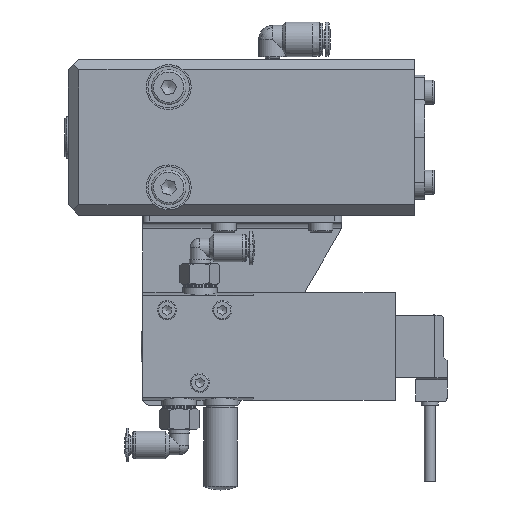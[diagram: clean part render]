
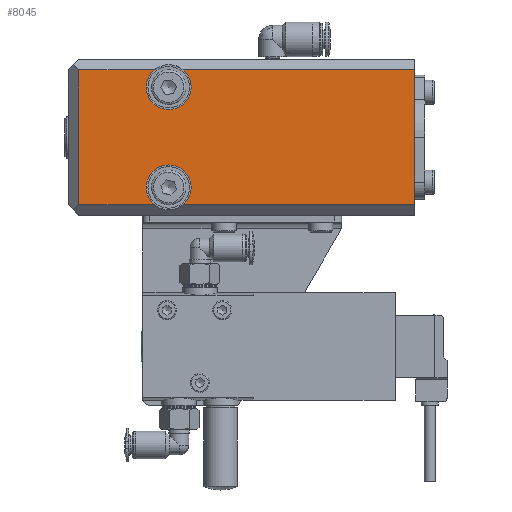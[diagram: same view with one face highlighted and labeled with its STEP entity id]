
A CAD part, left-side view. The second image highlights one B-rep face of the part: STEP entity #8045.
In plain terms, the highlighted planar face has unit normal (-1, 0, 0).
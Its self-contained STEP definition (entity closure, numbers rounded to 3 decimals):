
#516=PLANE('',#9127);
#905=FACE_OUTER_BOUND('',#1421,.T.);
#1421=EDGE_LOOP('',(#5625,#5626,#5627,#5628,#5629,#5630,#5631,#5632,#5633));
#2050=LINE('',#12799,#2666);
#2051=LINE('',#12808,#2667);
#2052=LINE('',#12814,#2668);
#2053=LINE('',#12816,#2669);
#2054=LINE('',#12818,#2670);
#2055=LINE('',#12821,#2671);
#2666=VECTOR('',#10158,10.);
#2667=VECTOR('',#10167,1.);
#2668=VECTOR('',#10172,1.);
#2669=VECTOR('',#10173,1.);
#2670=VECTOR('',#10174,1.);
#2671=VECTOR('',#10177,1.);
#3286=CIRCLE('',#9128,6.5);
#3287=CIRCLE('',#9129,6.5);
#3288=CIRCLE('',#9130,6.5);
#3704=VERTEX_POINT('',#12789);
#3708=VERTEX_POINT('',#12797);
#3712=VERTEX_POINT('',#12807);
#3713=VERTEX_POINT('',#12809);
#3714=VERTEX_POINT('',#12811);
#3715=VERTEX_POINT('',#12813);
#3716=VERTEX_POINT('',#12815);
#3717=VERTEX_POINT('',#12817);
#3718=VERTEX_POINT('',#12819);
#4458=EDGE_CURVE('',#3704,#3708,#2050,.T.);
#4462=EDGE_CURVE('',#3708,#3712,#2051,.T.);
#4463=EDGE_CURVE('',#3712,#3713,#3286,.T.);
#4464=EDGE_CURVE('',#3713,#3714,#3287,.T.);
#4465=EDGE_CURVE('',#3714,#3715,#2052,.T.);
#4466=EDGE_CURVE('',#3716,#3715,#2053,.T.);
#4467=EDGE_CURVE('',#3716,#3717,#2054,.T.);
#4468=EDGE_CURVE('',#3717,#3718,#3288,.T.);
#4469=EDGE_CURVE('',#3718,#3704,#2055,.T.);
#5625=ORIENTED_EDGE('',*,*,#4458,.T.);
#5626=ORIENTED_EDGE('',*,*,#4462,.T.);
#5627=ORIENTED_EDGE('',*,*,#4463,.T.);
#5628=ORIENTED_EDGE('',*,*,#4464,.T.);
#5629=ORIENTED_EDGE('',*,*,#4465,.T.);
#5630=ORIENTED_EDGE('',*,*,#4466,.F.);
#5631=ORIENTED_EDGE('',*,*,#4467,.T.);
#5632=ORIENTED_EDGE('',*,*,#4468,.T.);
#5633=ORIENTED_EDGE('',*,*,#4469,.T.);
#8045=ADVANCED_FACE('',(#905),#516,.T.);
#9127=AXIS2_PLACEMENT_3D('',#12806,#10165,#10166);
#9128=AXIS2_PLACEMENT_3D('',#12810,#10168,#10169);
#9129=AXIS2_PLACEMENT_3D('',#12812,#10170,#10171);
#9130=AXIS2_PLACEMENT_3D('',#12820,#10175,#10176);
#10158=DIRECTION('',(0.,0.,1.));
#10165=DIRECTION('center_axis',(-1.,0.,0.));
#10166=DIRECTION('ref_axis',(0.,0.,1.));
#10167=DIRECTION('',(0.,1.,0.));
#10168=DIRECTION('center_axis',(1.,0.,0.));
#10169=DIRECTION('ref_axis',(0.,0.,1.));
#10170=DIRECTION('center_axis',(1.,0.,0.));
#10171=DIRECTION('ref_axis',(0.,0.,1.));
#10172=DIRECTION('',(0.,1.,0.));
#10173=DIRECTION('',(0.,0.,1.));
#10174=DIRECTION('',(0.,-1.,0.));
#10175=DIRECTION('center_axis',(1.,0.,0.));
#10176=DIRECTION('ref_axis',(0.,0.,1.));
#10177=DIRECTION('',(0.,-1.,0.));
#12789=CARTESIAN_POINT('',(-12.5,-26.,-19.5));
#12797=CARTESIAN_POINT('',(-12.5,-26.,19.5));
#12799=CARTESIAN_POINT('',(-12.5,-26.,20.375));
#12806=CARTESIAN_POINT('Origin',(-12.5,25.75,18.25));
#12807=CARTESIAN_POINT('',(-12.5,40.847,19.5));
#12808=CARTESIAN_POINT('',(-12.5,25.75,19.5));
#12809=CARTESIAN_POINT('',(-12.5,45.,8.));
#12810=CARTESIAN_POINT('Origin',(-12.5,45.,14.5));
#12811=CARTESIAN_POINT('',(-12.5,49.153,19.5));
#12812=CARTESIAN_POINT('Origin',(-12.5,45.,14.5));
#12813=CARTESIAN_POINT('',(-12.5,71.,19.5));
#12814=CARTESIAN_POINT('',(-12.5,25.75,19.5));
#12815=CARTESIAN_POINT('',(-12.5,71.,-19.5));
#12816=CARTESIAN_POINT('',(-12.5,71.,0.));
#12817=CARTESIAN_POINT('',(-12.5,49.153,-19.5));
#12818=CARTESIAN_POINT('',(-12.5,24.25,-19.5));
#12819=CARTESIAN_POINT('',(-12.5,40.847,-19.5));
#12820=CARTESIAN_POINT('Origin',(-12.5,45.,-14.5));
#12821=CARTESIAN_POINT('',(-12.5,29.076,-19.5));
